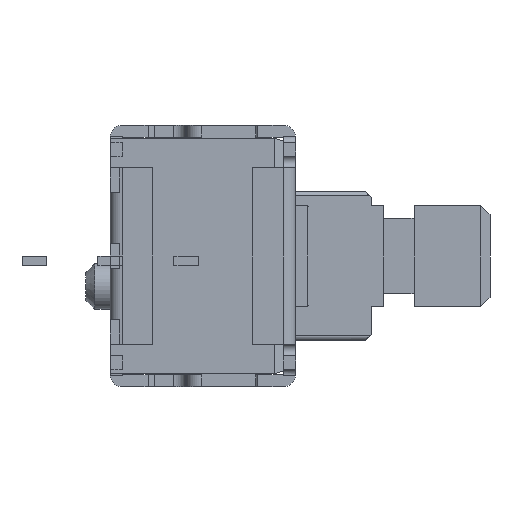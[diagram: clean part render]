
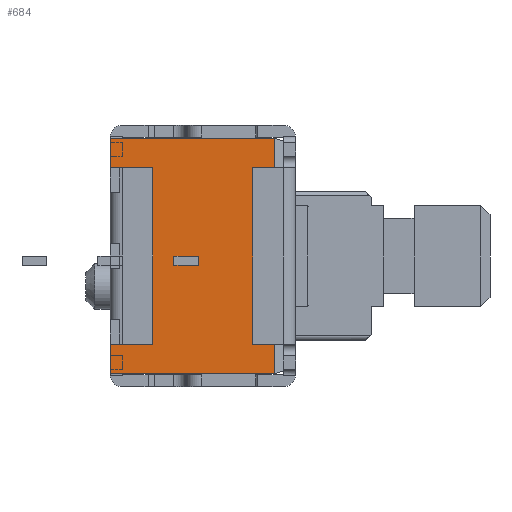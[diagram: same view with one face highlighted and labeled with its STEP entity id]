
A CAD part, left-side view. The second image highlights one B-rep face of the part: STEP entity #684.
In plain terms, the highlighted planar face has unit normal (-1, 0, 0).
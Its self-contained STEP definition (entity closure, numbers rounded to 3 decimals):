
#684 = ADVANCED_FACE( '', ( #1391 ), #1392, .F. );
#1391 = FACE_OUTER_BOUND( '', #2170, .T. );
#1392 = PLANE( '', #2171 );
#2170 = EDGE_LOOP( '', ( #3930, #3931, #3932, #3933, #3934, #3935, #3936, #3937, #3938, #3939, #3940, #3941, #3942, #3943, #3944, #3945 ) );
#2171 = AXIS2_PLACEMENT_3D( '', #3946, #3947, #3948 );
#3930 = ORIENTED_EDGE( '', *, *, #5340, .T. );
#3931 = ORIENTED_EDGE( '', *, *, #5341, .F. );
#3932 = ORIENTED_EDGE( '', *, *, #5342, .F. );
#3933 = ORIENTED_EDGE( '', *, *, #4721, .T. );
#3934 = ORIENTED_EDGE( '', *, *, #5343, .T. );
#3935 = ORIENTED_EDGE( '', *, *, #4699, .F. );
#3936 = ORIENTED_EDGE( '', *, *, #4998, .T. );
#3937 = ORIENTED_EDGE( '', *, *, #5344, .T. );
#3938 = ORIENTED_EDGE( '', *, *, #5345, .T. );
#3939 = ORIENTED_EDGE( '', *, *, #4979, .F. );
#3940 = ORIENTED_EDGE( '', *, *, #4929, .F. );
#3941 = ORIENTED_EDGE( '', *, *, #5346, .T. );
#3942 = ORIENTED_EDGE( '', *, *, #5347, .T. );
#3943 = ORIENTED_EDGE( '', *, *, #5092, .F. );
#3944 = ORIENTED_EDGE( '', *, *, #5348, .F. );
#3945 = ORIENTED_EDGE( '', *, *, #5297, .T. );
#3946 = CARTESIAN_POINT( '', ( -4.5, -5.7, 3.875 ) );
#3947 = DIRECTION( '', ( 1., 0., 0. ) );
#3948 = DIRECTION( '', ( 0., 0., -1. ) );
#4699 = EDGE_CURVE( '', #5631, #5633, #5634, .T. );
#4721 = EDGE_CURVE( '', #5672, #5670, #5673, .T. );
#4929 = EDGE_CURVE( '', #6020, #6021, #6022, .T. );
#4979 = EDGE_CURVE( '', #6021, #6092, #6096, .T. );
#4998 = EDGE_CURVE( '', #5631, #5734, #6125, .T. );
#5092 = EDGE_CURVE( '', #6266, #6264, #6268, .T. );
#5297 = EDGE_CURVE( '', #6547, #6545, #6548, .T. );
#5340 = EDGE_CURVE( '', #6545, #6599, #6600, .T. );
#5341 = EDGE_CURVE( '', #6601, #6599, #6602, .T. );
#5342 = EDGE_CURVE( '', #5672, #6601, #6603, .T. );
#5343 = EDGE_CURVE( '', #5670, #5633, #6604, .T. );
#5344 = EDGE_CURVE( '', #5734, #6605, #6606, .T. );
#5345 = EDGE_CURVE( '', #6605, #6092, #6607, .T. );
#5346 = EDGE_CURVE( '', #6020, #6608, #6609, .T. );
#5347 = EDGE_CURVE( '', #6608, #6264, #6610, .T. );
#5348 = EDGE_CURVE( '', #6547, #6266, #6611, .T. );
#5631 = VERTEX_POINT( '', #6971 );
#5633 = VERTEX_POINT( '', #6974 );
#5634 = LINE( '', #6975, #6976 );
#5670 = VERTEX_POINT( '', #7025 );
#5672 = VERTEX_POINT( '', #7028 );
#5673 = LINE( '', #7029, #7030 );
#5734 = VERTEX_POINT( '', #7109 );
#6020 = VERTEX_POINT( '', #7514 );
#6021 = VERTEX_POINT( '', #7515 );
#6022 = LINE( '', #7516, #7517 );
#6092 = VERTEX_POINT( '', #7617 );
#6096 = LINE( '', #7623, #7624 );
#6125 = LINE( '', #7663, #7664 );
#6264 = VERTEX_POINT( '', #7864 );
#6266 = VERTEX_POINT( '', #7867 );
#6268 = LINE( '', #7870, #7871 );
#6545 = VERTEX_POINT( '', #8272 );
#6547 = VERTEX_POINT( '', #8275 );
#6548 = LINE( '', #8276, #8277 );
#6599 = VERTEX_POINT( '', #8346 );
#6600 = LINE( '', #8347, #8348 );
#6601 = VERTEX_POINT( '', #8349 );
#6602 = LINE( '', #8350, #8351 );
#6603 = LINE( '', #8352, #8353 );
#6604 = LINE( '', #8354, #8355 );
#6605 = VERTEX_POINT( '', #8356 );
#6606 = LINE( '', #8357, #8358 );
#6607 = LINE( '', #8359, #8360 );
#6608 = VERTEX_POINT( '', #8361 );
#6609 = LINE( '', #8362, #8363 );
#6610 = LINE( '', #8364, #8365 );
#6611 = LINE( '', #8366, #8367 );
#6971 = CARTESIAN_POINT( '', ( -4.5, -5.4, -3.875 ) );
#6974 = CARTESIAN_POINT( '', ( -4.5, 0., -3.875 ) );
#6975 = CARTESIAN_POINT( '', ( -4.5, -5.7, -3.875 ) );
#6976 = VECTOR( '', #8642, 1000. );
#7025 = CARTESIAN_POINT( '', ( -4.5, 0., -2.9 ) );
#7028 = CARTESIAN_POINT( '', ( -4.5, -0.3, -2.9 ) );
#7029 = CARTESIAN_POINT( '', ( -4.5, -0.3, -2.9 ) );
#7030 = VECTOR( '', #8663, 1000. );
#7109 = CARTESIAN_POINT( '', ( -4.5, -5.4, 3.875 ) );
#7514 = CARTESIAN_POINT( '', ( -4.5, -0.3, 2.1 ) );
#7515 = CARTESIAN_POINT( '', ( -4.5, -0.3, 2.9 ) );
#7516 = CARTESIAN_POINT( '', ( -4.5, -0.3, 2.1 ) );
#7517 = VECTOR( '', #8894, 1000. );
#7617 = CARTESIAN_POINT( '', ( -4.5, 0., 2.9 ) );
#7623 = CARTESIAN_POINT( '', ( -4.5, -0.3, 2.9 ) );
#7624 = VECTOR( '', #8939, 1000. );
#7663 = CARTESIAN_POINT( '', ( -4.5, -5.4, 3.875 ) );
#7664 = VECTOR( '', #8959, 1000. );
#7864 = CARTESIAN_POINT( '', ( -4.5, 0., 0.4 ) );
#7867 = CARTESIAN_POINT( '', ( -4.5, -0.3, 0.4 ) );
#7870 = CARTESIAN_POINT( '', ( -4.5, -0.3, 0.4 ) );
#7871 = VECTOR( '', #9047, 1000. );
#8272 = CARTESIAN_POINT( '', ( -4.5, 0., -0.4 ) );
#8275 = CARTESIAN_POINT( '', ( -4.5, -0.3, -0.4 ) );
#8276 = CARTESIAN_POINT( '', ( -4.5, -0.3, -0.4 ) );
#8277 = VECTOR( '', #9242, 1000. );
#8346 = CARTESIAN_POINT( '', ( -4.5, 0., -2.1 ) );
#8347 = CARTESIAN_POINT( '', ( -4.5, 0., 3.875 ) );
#8348 = VECTOR( '', #9288, 1000. );
#8349 = CARTESIAN_POINT( '', ( -4.5, -0.3, -2.1 ) );
#8350 = CARTESIAN_POINT( '', ( -4.5, -0.3, -2.1 ) );
#8351 = VECTOR( '', #9289, 1000. );
#8352 = CARTESIAN_POINT( '', ( -4.5, -0.3, -2.9 ) );
#8353 = VECTOR( '', #9290, 1000. );
#8354 = CARTESIAN_POINT( '', ( -4.5, 0., 3.875 ) );
#8355 = VECTOR( '', #9291, 1000. );
#8356 = CARTESIAN_POINT( '', ( -4.5, 0., 3.875 ) );
#8357 = CARTESIAN_POINT( '', ( -4.5, -5.7, 3.875 ) );
#8358 = VECTOR( '', #9292, 1000. );
#8359 = CARTESIAN_POINT( '', ( -4.5, 0., 3.875 ) );
#8360 = VECTOR( '', #9293, 1000. );
#8361 = CARTESIAN_POINT( '', ( -4.5, 0., 2.1 ) );
#8362 = CARTESIAN_POINT( '', ( -4.5, -0.3, 2.1 ) );
#8363 = VECTOR( '', #9294, 1000. );
#8364 = CARTESIAN_POINT( '', ( -4.5, 0., 3.875 ) );
#8365 = VECTOR( '', #9295, 1000. );
#8366 = CARTESIAN_POINT( '', ( -4.5, -0.3, -0.4 ) );
#8367 = VECTOR( '', #9296, 1000. );
#8642 = DIRECTION( '', ( 0., 1., 0. ) );
#8663 = DIRECTION( '', ( 0., 1., 0. ) );
#8894 = DIRECTION( '', ( 0., 0., 1. ) );
#8939 = DIRECTION( '', ( 0., 1., 0. ) );
#8959 = DIRECTION( '', ( 0., 0., 1. ) );
#9047 = DIRECTION( '', ( 0., 1., 0. ) );
#9242 = DIRECTION( '', ( 0., 1., 0. ) );
#9288 = DIRECTION( '', ( 0., 0., -1. ) );
#9289 = DIRECTION( '', ( 0., 1., 0. ) );
#9290 = DIRECTION( '', ( 0., 0., 1. ) );
#9291 = DIRECTION( '', ( 0., 0., -1. ) );
#9292 = DIRECTION( '', ( 0., 1., 0. ) );
#9293 = DIRECTION( '', ( 0., 0., -1. ) );
#9294 = DIRECTION( '', ( 0., 1., 0. ) );
#9295 = DIRECTION( '', ( 0., 0., -1. ) );
#9296 = DIRECTION( '', ( 0., 0., 1. ) );
